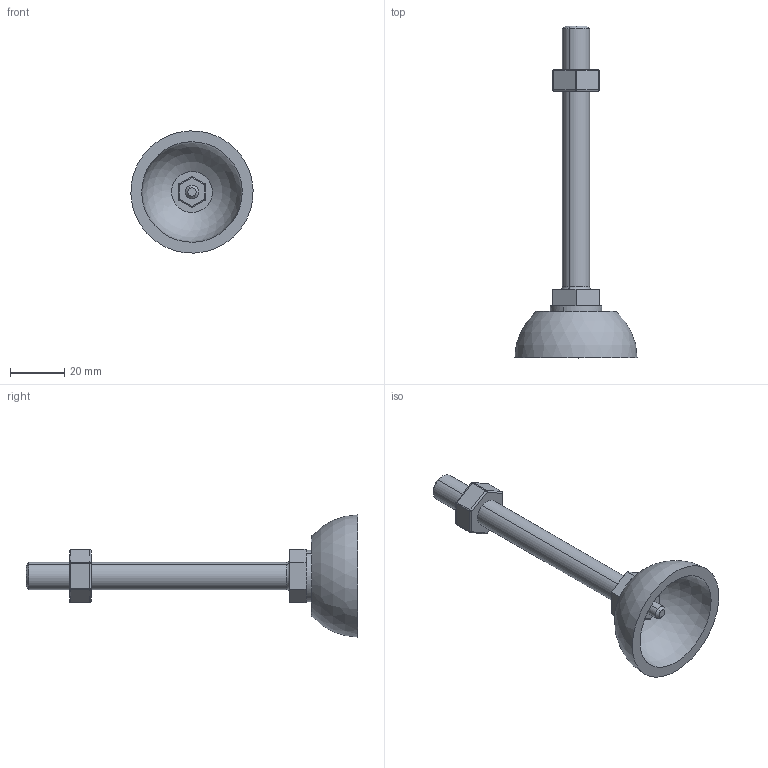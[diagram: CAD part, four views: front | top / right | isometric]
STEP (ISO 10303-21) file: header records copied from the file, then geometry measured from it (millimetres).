
FILE_DESCRIPTION (( 'STEP AP214' ), '1' );
FILE_NAME ('B851 Îïîðà ðåãóëèðóåìàÿ Ô45 Ì10õ97.STEP', '2025-07-18T06:29:56', ( '' ), ( '' ), 'SwSTEP 2.0', 'SolidWorks 2025', '' );
FILE_SCHEMA (( 'AUTOMOTIVE_DESIGN' ));
Length unit declared in the file: millimetre
Products named in the file (5): Мал. гайка_00; Вал_00; Опора_00; B851 Опора регулируемая Ф45 М10х97; Гайка_00
Assembly tree (4 placements, depth 2):
  B851 Опора регулируемая Ф45 М10х97
    Опора_00
    Вал_00
    Гайка_00
    Мал. гайка_00
Bounding box: 44.96 x 122.1 x 44.96 mm (x, y, z)
Volume: 20564.2 mm3; surface area: 11250.7 mm2
Topology: 4 solids, 4 shells, 131 faces, 286 edges, 154 vertices
Faces by surface type: cylinder 50, plane 41, sphere 26, cone 12, torus 2
Entity records: 3544 total; most frequent: DIRECTION 672, CARTESIAN_POINT 544, ORIENTED_EDGE 524, AXIS2_PLACEMENT_3D 272, EDGE_CURVE 262, VERTEX_POINT 144, EDGE_LOOP 142, CIRCLE 134
